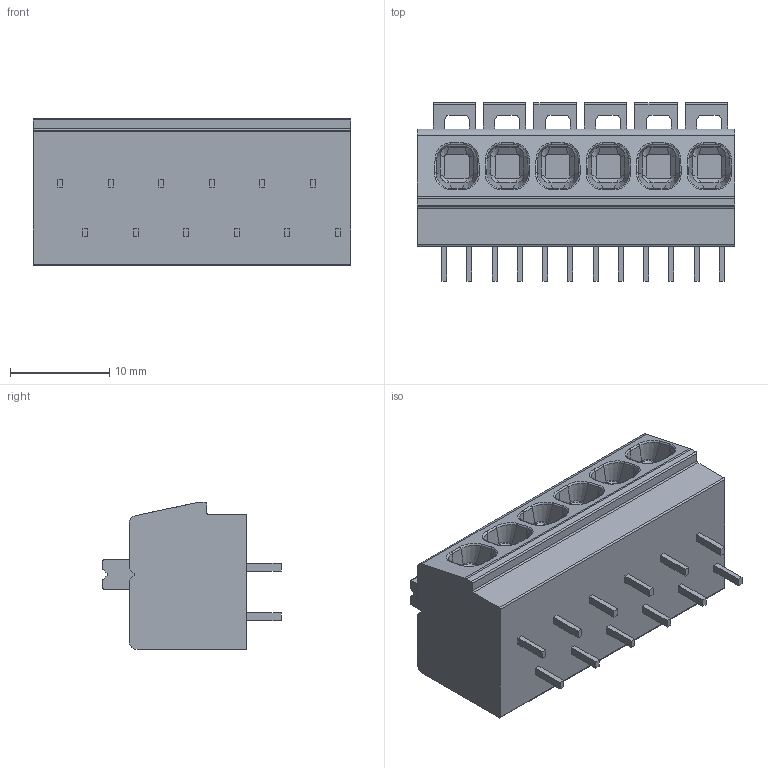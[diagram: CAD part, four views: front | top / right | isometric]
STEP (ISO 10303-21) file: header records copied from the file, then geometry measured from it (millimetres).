
FILE_DESCRIPTION((''),'2;1');
FILE_NAME('C-1986775-6','2017-03-09T',('workeradm'),('Tyco Electronics Ltd.'),'CREO PARAMETRIC BY PTC INC, 2016050','CREO PARAMETRIC BY PTC INC, 2016050','');
FILE_SCHEMA(('AUTOMOTIVE_DESIGN { 1 0 10303 214 1 1 1 1 }'));
Length unit declared in the file: millimetre
Products named in the file (1): C-1986775-6
Bounding box: 31.98 x 17.95 x 14.8 mm (x, y, z)
Volume: 5070.4 mm3; surface area: 2758.2 mm2
Topology: 1 solids, 1 shells, 562 faces, 1428 edges, 880 vertices
Faces by surface type: plane 288, bspline 132, cylinder 130, cone 12
Entity records: 23932 total; most frequent: CARTESIAN_POINT 10852, ORIENTED_EDGE 2856, DIRECTION 2416, EDGE_CURVE 1428, VECTOR 940, LINE 940, VERTEX_POINT 880, AXIS2_PLACEMENT_3D 738
